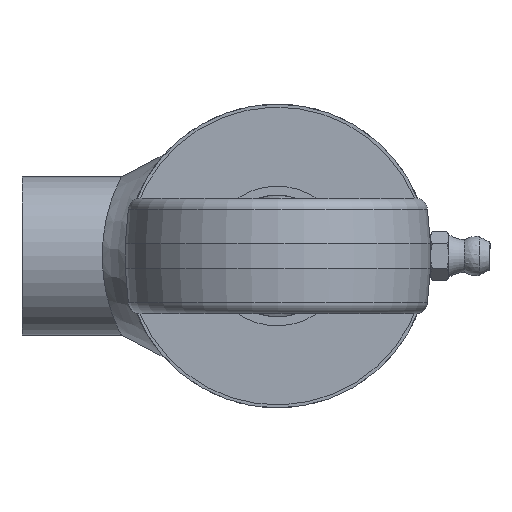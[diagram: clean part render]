
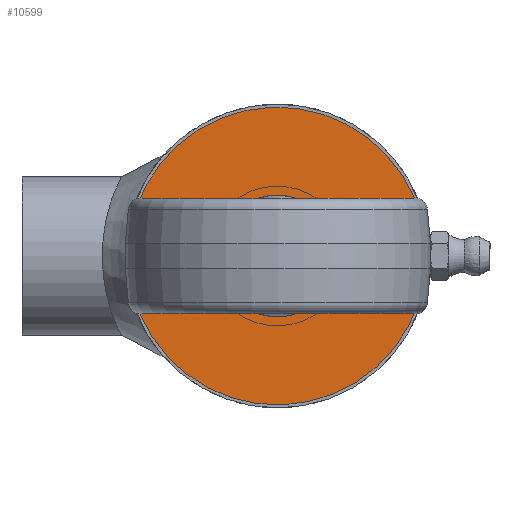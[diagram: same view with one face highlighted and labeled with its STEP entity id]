
A CAD part, left-side view. The second image highlights one B-rep face of the part: STEP entity #10599.
In plain terms, the highlighted face is planar.
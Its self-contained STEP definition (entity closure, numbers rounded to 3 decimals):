
#530=FACE_BOUND('',#2014,.T.);
#687=CIRCLE('',#11723,10.);
#688=CIRCLE('',#11725,24.5);
#1340=FACE_OUTER_BOUND('',#2013,.T.);
#2013=EDGE_LOOP('',(#7439));
#2014=EDGE_LOOP('',(#7440));
#4597=VERTEX_POINT('',#17504);
#4598=VERTEX_POINT('',#17508);
#5675=EDGE_CURVE('',#4597,#4597,#687,.T.);
#5676=EDGE_CURVE('',#4598,#4598,#688,.T.);
#7439=ORIENTED_EDGE('',*,*,#5676,.F.);
#7440=ORIENTED_EDGE('',*,*,#5675,.T.);
#10212=PLANE('',#11724);
#10599=ADVANCED_FACE('',(#1340,#530),#10212,.T.);
#11723=AXIS2_PLACEMENT_3D('',#17506,#13128,#13129);
#11724=AXIS2_PLACEMENT_3D('',#17507,#13130,#13131);
#11725=AXIS2_PLACEMENT_3D('',#17509,#13132,#13133);
#13128=DIRECTION('center_axis',(0.,1.,0.));
#13129=DIRECTION('ref_axis',(1.,0.,0.));
#13130=DIRECTION('center_axis',(0.,-1.,0.));
#13131=DIRECTION('ref_axis',(0.,0.,-1.));
#13132=DIRECTION('center_axis',(0.,1.,0.));
#13133=DIRECTION('ref_axis',(1.,0.,0.));
#17504=CARTESIAN_POINT('',(0.,0.,10.));
#17506=CARTESIAN_POINT('Origin',(0.,0.,0.));
#17507=CARTESIAN_POINT('Origin',(0.,0.,-24.5));
#17508=CARTESIAN_POINT('',(0.,0.,24.5));
#17509=CARTESIAN_POINT('Origin',(0.,0.,0.));
